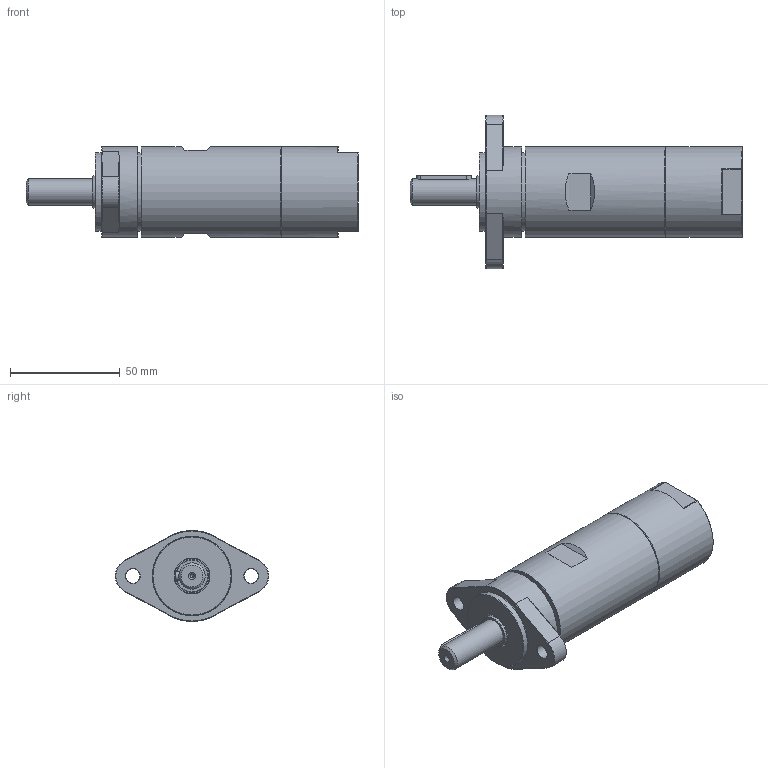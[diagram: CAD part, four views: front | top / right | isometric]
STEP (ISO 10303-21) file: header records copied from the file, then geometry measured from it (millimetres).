
FILE_DESCRIPTION((''),'2;1');
FILE_NAME('MRD 38-2600 F54_60027627.stp','2013-07-08T17:04:18',('tpeskos'),(''),'Autodesk Inventor 2013','Autodesk Inventor 2013','');
FILE_SCHEMA(('AUTOMOTIVE_DESIGN { 1 0 10303 214 1 1 1 1 }'));
Length unit declared in the file: millimetre
Products named in the file (1): Dummy MRD 38-9400-2600-1460-1180
Bounding box: 151.5 x 69.94 x 41.5 mm (x, y, z)
Volume: 164725.5 mm3; surface area: 22889.5 mm2
Topology: 1 solids, 1 shells, 158 faces, 374 edges, 231 vertices
Faces by surface type: plane 103, cone 31, cylinder 17, bspline 7
Full cylindrical faces by diameter (mm): 1.6 x1, 6.5 x2, 11.445 x2, 12 x1, 15 x1, 16 x1, 36 x2, 41.5 x3
Entity records: 4410 total; most frequent: CARTESIAN_POINT 947, DIRECTION 682, ORIENTED_EDGE 670, EDGE_CURVE 335, VECTOR 232, LINE 232, AXIS2_PLACEMENT_3D 225, VERTEX_POINT 225
